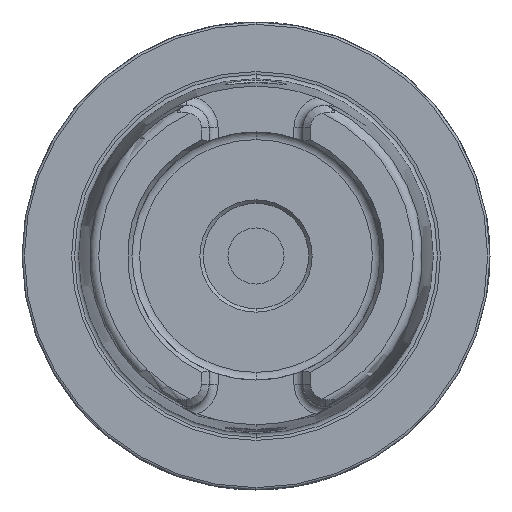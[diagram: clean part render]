
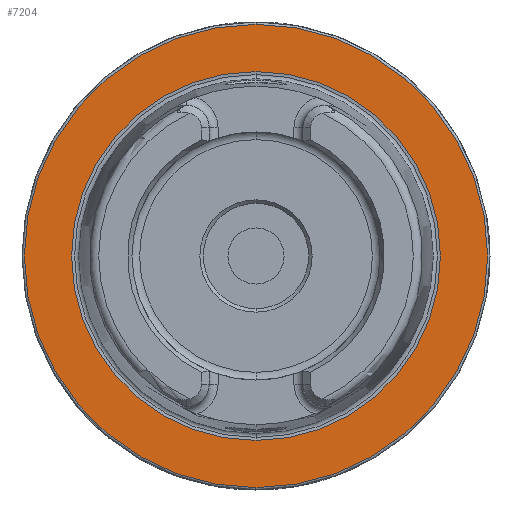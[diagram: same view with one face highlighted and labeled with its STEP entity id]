
A CAD part, left-side view. The second image highlights one B-rep face of the part: STEP entity #7204.
In plain terms, the highlighted planar face has unit normal (-1, 0, 0).
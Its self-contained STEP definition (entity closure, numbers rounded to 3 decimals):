
#236 = CARTESIAN_POINT ( 'NONE',  ( 0., 0., 0. ) ) ;
#511 = ORIENTED_EDGE ( 'NONE', *, *, #10710, .F. ) ;
#1451 = EDGE_CURVE ( 'NONE', #12347, #13599, #6254, .T. ) ;
#1850 = EDGE_LOOP ( 'NONE', ( #2868, #511 ) ) ;
#2027 = CIRCLE ( 'NONE', #6670, 49.5 ) ;
#2051 = PLANE ( 'NONE',  #4366 ) ;
#2155 = CARTESIAN_POINT ( 'NONE',  ( 0., 0., 0. ) ) ;
#2868 = ORIENTED_EDGE ( 'NONE', *, *, #3234, .F. ) ;
#2905 = DIRECTION ( 'NONE',  ( 0., 0., 1. ) ) ;
#3153 = DIRECTION ( 'NONE',  ( 0., 0., -1. ) ) ;
#3234 = EDGE_CURVE ( 'NONE', #4135, #12381, #9142, .T. ) ;
#3304 = DIRECTION ( 'NONE',  ( 0., 0., 1. ) ) ;
#3409 = ORIENTED_EDGE ( 'NONE', *, *, #3932, .T. ) ;
#3416 = DIRECTION ( 'NONE',  ( 0., 0., 1. ) ) ;
#3932 = EDGE_CURVE ( 'NONE', #13599, #12347, #2027, .T. ) ;
#4025 = CARTESIAN_POINT ( 'NONE',  ( 0., 49.5, 0. ) ) ;
#4135 = VERTEX_POINT ( 'NONE', #8998 ) ;
#4366 = AXIS2_PLACEMENT_3D ( 'NONE', #4025, #9421, #3153 ) ;
#4783 = ORIENTED_EDGE ( 'NONE', *, *, #1451, .T. ) ;
#6120 = DIRECTION ( 'NONE',  ( 0., 0., 1. ) ) ;
#6254 = CIRCLE ( 'NONE', #6974, 49.5 ) ;
#6262 = CARTESIAN_POINT ( 'NONE',  ( 0., 0., 49.5 ) ) ;
#6670 = AXIS2_PLACEMENT_3D ( 'NONE', #236, #7583, #3416 ) ;
#6974 = AXIS2_PLACEMENT_3D ( 'NONE', #13451, #9284, #6120 ) ;
#7204 = ADVANCED_FACE ( 'NONE', ( #12130, #9002 ), #2051, .F. ) ;
#7413 = CARTESIAN_POINT ( 'NONE',  ( 0., 0., 0. ) ) ;
#7579 = CIRCLE ( 'NONE', #9628, 39.405 ) ;
#7583 = DIRECTION ( 'NONE',  ( -1., 0., 0. ) ) ;
#8480 = DIRECTION ( 'NONE',  ( -1., 0., 0. ) ) ;
#8998 = CARTESIAN_POINT ( 'NONE',  ( 0., 0., 39.405 ) ) ;
#9002 = FACE_OUTER_BOUND ( 'NONE', #9049, .T. ) ;
#9049 = EDGE_LOOP ( 'NONE', ( #3409, #4783 ) ) ;
#9142 = CIRCLE ( 'NONE', #10230, 39.405 ) ;
#9181 = CARTESIAN_POINT ( 'NONE',  ( 0., 0., -39.405 ) ) ;
#9284 = DIRECTION ( 'NONE',  ( -1., 0., 0. ) ) ;
#9421 = DIRECTION ( 'NONE',  ( 1., 0., 0. ) ) ;
#9628 = AXIS2_PLACEMENT_3D ( 'NONE', #2155, #8480, #2905 ) ;
#10230 = AXIS2_PLACEMENT_3D ( 'NONE', #7413, #10719, #3304 ) ;
#10710 = EDGE_CURVE ( 'NONE', #12381, #4135, #7579, .T. ) ;
#10719 = DIRECTION ( 'NONE',  ( -1., 0., 0. ) ) ;
#10903 = CARTESIAN_POINT ( 'NONE',  ( 0., 0., -49.5 ) ) ;
#12130 = FACE_BOUND ( 'NONE', #1850, .T. ) ;
#12347 = VERTEX_POINT ( 'NONE', #10903 ) ;
#12381 = VERTEX_POINT ( 'NONE', #9181 ) ;
#13451 = CARTESIAN_POINT ( 'NONE',  ( 0., 0., 0. ) ) ;
#13599 = VERTEX_POINT ( 'NONE', #6262 ) ;
